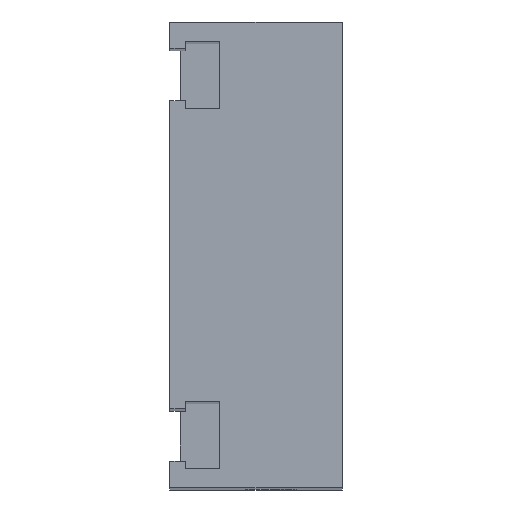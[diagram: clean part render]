
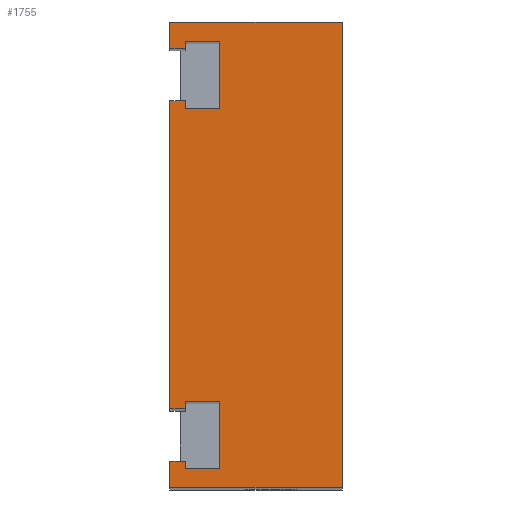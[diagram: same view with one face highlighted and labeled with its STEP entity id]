
A CAD part, top view. The second image highlights one B-rep face of the part: STEP entity #1755.
In plain terms, the highlighted planar face has unit normal (0, 0, 1).
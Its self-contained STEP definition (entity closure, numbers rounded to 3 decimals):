
#1217=CARTESIAN_POINT('',(8.5,23.,130.0));
#1218=VERTEX_POINT('',#1217);
#1219=CARTESIAN_POINT('',(8.5,-23.0,130.0));
#1220=VERTEX_POINT('',#1219);
#1221=CARTESIAN_POINT('',(8.5,23.,130.0));
#1222=DIRECTION('',(0.0,-1.0,0.0));
#1223=VECTOR('',#1222,46.0);
#1224=LINE('',#1221,#1223);
#1225=EDGE_CURVE('',#1218,#1220,#1224,.T.);
#1254=CARTESIAN_POINT('',(-8.5,-23.0,130.0));
#1255=VERTEX_POINT('',#1254);
#1256=CARTESIAN_POINT('',(8.5,-23.0,130.0));
#1257=DIRECTION('',(-1.0,0.0,0.0));
#1258=VECTOR('',#1257,17.);
#1259=LINE('',#1256,#1258);
#1260=EDGE_CURVE('',#1220,#1255,#1259,.T.);
#1290=CARTESIAN_POINT('',(-8.5,-20.4,130.0));
#1291=VERTEX_POINT('',#1290);
#1292=CARTESIAN_POINT('',(-8.5,-23.0,130.0));
#1293=DIRECTION('',(0.0,1.0,0.0));
#1294=VECTOR('',#1293,2.6);
#1295=LINE('',#1292,#1294);
#1296=EDGE_CURVE('',#1255,#1291,#1295,.T.);
#1314=CARTESIAN_POINT('',(-7.,-20.4,130.0));
#1315=VERTEX_POINT('',#1314);
#1316=CARTESIAN_POINT('',(-8.5,-20.4,130.0));
#1317=DIRECTION('',(1.0,0.0,0.0));
#1318=VECTOR('',#1317,1.5);
#1319=LINE('',#1316,#1318);
#1320=EDGE_CURVE('',#1291,#1315,#1319,.T.);
#1338=CARTESIAN_POINT('',(-7.,-21.1,130.0));
#1339=VERTEX_POINT('',#1338);
#1340=CARTESIAN_POINT('',(-7.,-20.4,130.0));
#1341=DIRECTION('',(0.0,-1.0,0.0));
#1342=VECTOR('',#1341,0.7);
#1343=LINE('',#1340,#1342);
#1344=EDGE_CURVE('',#1315,#1339,#1343,.T.);
#1362=CARTESIAN_POINT('',(-3.6,-21.1,130.0));
#1363=VERTEX_POINT('',#1362);
#1364=CARTESIAN_POINT('',(-7.,-21.1,130.0));
#1365=DIRECTION('',(1.0,0.0,0.0));
#1366=VECTOR('',#1365,3.4);
#1367=LINE('',#1364,#1366);
#1368=EDGE_CURVE('',#1339,#1363,#1367,.T.);
#1386=CARTESIAN_POINT('',(-3.6,-14.5,130.0));
#1387=VERTEX_POINT('',#1386);
#1388=CARTESIAN_POINT('',(-3.6,-21.1,130.0));
#1389=DIRECTION('',(0.0,1.0,0.0));
#1390=VECTOR('',#1389,6.6);
#1391=LINE('',#1388,#1390);
#1392=EDGE_CURVE('',#1363,#1387,#1391,.T.);
#1410=CARTESIAN_POINT('',(-7.,-14.5,130.0));
#1411=VERTEX_POINT('',#1410);
#1412=CARTESIAN_POINT('',(-3.6,-14.5,130.0));
#1413=DIRECTION('',(-1.0,0.0,0.0));
#1414=VECTOR('',#1413,3.4);
#1415=LINE('',#1412,#1414);
#1416=EDGE_CURVE('',#1387,#1411,#1415,.T.);
#1434=CARTESIAN_POINT('',(-7.,-15.2,130.0));
#1435=VERTEX_POINT('',#1434);
#1436=CARTESIAN_POINT('',(-7.,-14.5,130.0));
#1437=DIRECTION('',(0.0,-1.0,0.0));
#1438=VECTOR('',#1437,0.7);
#1439=LINE('',#1436,#1438);
#1440=EDGE_CURVE('',#1411,#1435,#1439,.T.);
#1458=CARTESIAN_POINT('',(-8.5,-15.2,130.0));
#1459=VERTEX_POINT('',#1458);
#1460=CARTESIAN_POINT('',(-7.,-15.2,130.0));
#1461=DIRECTION('',(-1.0,0.0,0.0));
#1462=VECTOR('',#1461,1.5);
#1463=LINE('',#1460,#1462);
#1464=EDGE_CURVE('',#1435,#1459,#1463,.T.);
#1482=CARTESIAN_POINT('',(-8.5,15.2,130.0));
#1483=VERTEX_POINT('',#1482);
#1484=CARTESIAN_POINT('',(-8.5,-15.2,130.0));
#1485=DIRECTION('',(0.0,1.0,0.0));
#1486=VECTOR('',#1485,30.4);
#1487=LINE('',#1484,#1486);
#1488=EDGE_CURVE('',#1459,#1483,#1487,.T.);
#1512=CARTESIAN_POINT('',(-7.,15.2,130.0));
#1513=VERTEX_POINT('',#1512);
#1514=CARTESIAN_POINT('',(-8.5,15.2,130.0));
#1515=DIRECTION('',(1.0,0.0,0.0));
#1516=VECTOR('',#1515,1.5);
#1517=LINE('',#1514,#1516);
#1518=EDGE_CURVE('',#1483,#1513,#1517,.T.);
#1536=CARTESIAN_POINT('',(-7.,14.5,130.0));
#1537=VERTEX_POINT('',#1536);
#1538=CARTESIAN_POINT('',(-7.,15.2,130.0));
#1539=DIRECTION('',(0.0,-1.0,0.0));
#1540=VECTOR('',#1539,0.7);
#1541=LINE('',#1538,#1540);
#1542=EDGE_CURVE('',#1513,#1537,#1541,.T.);
#1560=CARTESIAN_POINT('',(-3.6,14.5,130.0));
#1561=VERTEX_POINT('',#1560);
#1562=CARTESIAN_POINT('',(-7.,14.5,130.0));
#1563=DIRECTION('',(1.0,0.0,0.0));
#1564=VECTOR('',#1563,3.4);
#1565=LINE('',#1562,#1564);
#1566=EDGE_CURVE('',#1537,#1561,#1565,.T.);
#1584=CARTESIAN_POINT('',(-3.6,21.1,130.0));
#1585=VERTEX_POINT('',#1584);
#1586=CARTESIAN_POINT('',(-3.6,14.5,130.0));
#1587=DIRECTION('',(0.0,1.0,0.0));
#1588=VECTOR('',#1587,6.6);
#1589=LINE('',#1586,#1588);
#1590=EDGE_CURVE('',#1561,#1585,#1589,.T.);
#1608=CARTESIAN_POINT('',(-7.,21.1,130.0));
#1609=VERTEX_POINT('',#1608);
#1610=CARTESIAN_POINT('',(-3.6,21.1,130.0));
#1611=DIRECTION('',(-1.0,0.0,0.0));
#1612=VECTOR('',#1611,3.4);
#1613=LINE('',#1610,#1612);
#1614=EDGE_CURVE('',#1585,#1609,#1613,.T.);
#1632=CARTESIAN_POINT('',(-7.,20.4,130.0));
#1633=VERTEX_POINT('',#1632);
#1634=CARTESIAN_POINT('',(-7.,21.1,130.0));
#1635=DIRECTION('',(0.0,-1.0,0.0));
#1636=VECTOR('',#1635,0.7);
#1637=LINE('',#1634,#1636);
#1638=EDGE_CURVE('',#1609,#1633,#1637,.T.);
#1656=CARTESIAN_POINT('',(-8.5,20.4,130.0));
#1657=VERTEX_POINT('',#1656);
#1658=CARTESIAN_POINT('',(-7.,20.4,130.0));
#1659=DIRECTION('',(-1.0,0.0,0.0));
#1660=VECTOR('',#1659,1.5);
#1661=LINE('',#1658,#1660);
#1662=EDGE_CURVE('',#1633,#1657,#1661,.T.);
#1680=CARTESIAN_POINT('',(-8.5,23.,130.0));
#1681=VERTEX_POINT('',#1680);
#1682=CARTESIAN_POINT('',(-8.5,20.4,130.0));
#1683=DIRECTION('',(0.0,1.0,0.0));
#1684=VECTOR('',#1683,2.6);
#1685=LINE('',#1682,#1684);
#1686=EDGE_CURVE('',#1657,#1681,#1685,.T.);
#1704=CARTESIAN_POINT('',(-8.5,23.,130.0));
#1705=DIRECTION('',(1.0,0.0,0.0));
#1706=VECTOR('',#1705,17.0);
#1707=LINE('',#1704,#1706);
#1708=EDGE_CURVE('',#1681,#1218,#1707,.T.);
#1728=CARTESIAN_POINT('',(-0.644,0.,130.0));
#1729=DIRECTION('',(0.0,0.0,1.0));
#1730=DIRECTION('',(1.0,0.0,0.0));
#1731=AXIS2_PLACEMENT_3D('',#1728,#1729,#1730);
#1732=PLANE('',#1731);
#1733=ORIENTED_EDGE('',*,*,#1225,.F.);
#1734=ORIENTED_EDGE('',*,*,#1708,.F.);
#1735=ORIENTED_EDGE('',*,*,#1686,.F.);
#1736=ORIENTED_EDGE('',*,*,#1662,.F.);
#1737=ORIENTED_EDGE('',*,*,#1638,.F.);
#1738=ORIENTED_EDGE('',*,*,#1614,.F.);
#1739=ORIENTED_EDGE('',*,*,#1590,.F.);
#1740=ORIENTED_EDGE('',*,*,#1566,.F.);
#1741=ORIENTED_EDGE('',*,*,#1542,.F.);
#1742=ORIENTED_EDGE('',*,*,#1518,.F.);
#1743=ORIENTED_EDGE('',*,*,#1488,.F.);
#1744=ORIENTED_EDGE('',*,*,#1464,.F.);
#1745=ORIENTED_EDGE('',*,*,#1440,.F.);
#1746=ORIENTED_EDGE('',*,*,#1416,.F.);
#1747=ORIENTED_EDGE('',*,*,#1392,.F.);
#1748=ORIENTED_EDGE('',*,*,#1368,.F.);
#1749=ORIENTED_EDGE('',*,*,#1344,.F.);
#1750=ORIENTED_EDGE('',*,*,#1320,.F.);
#1751=ORIENTED_EDGE('',*,*,#1296,.F.);
#1752=ORIENTED_EDGE('',*,*,#1260,.F.);
#1753=EDGE_LOOP('',(#1733,#1734,#1735,#1736,#1737,#1738,#1739,#1740,#1741,#1742,#1743,#1744,#1745,#1746,#1747,#1748,#1749,#1750,#1751,#1752));
#1754=FACE_OUTER_BOUND('',#1753,.T.);
#1755=ADVANCED_FACE('',(#1754),#1732,.T.);
